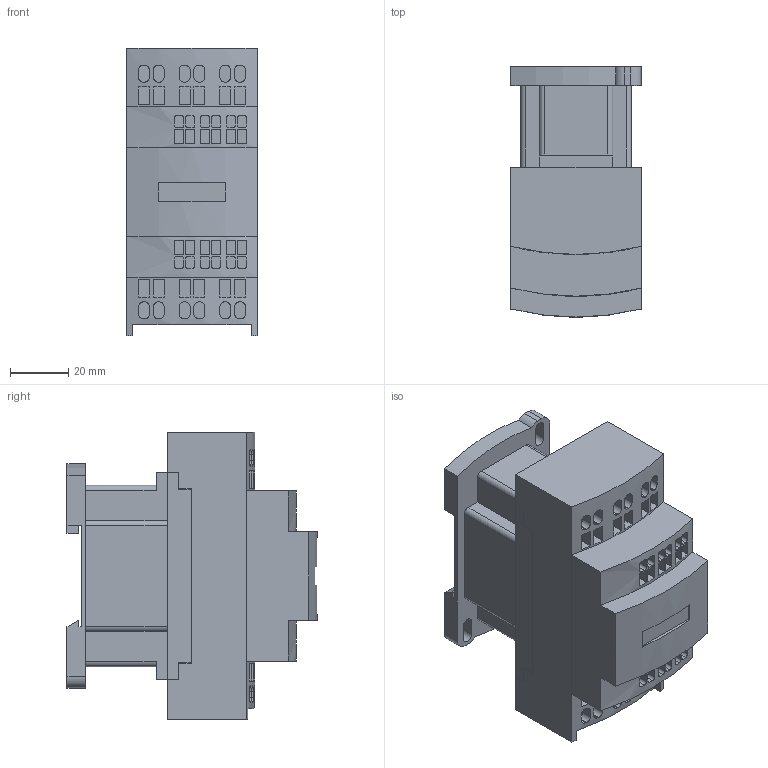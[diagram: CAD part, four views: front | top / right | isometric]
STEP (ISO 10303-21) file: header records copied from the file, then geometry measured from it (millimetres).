
FILE_DESCRIPTION(('starvars output'),'2;1');
FILE_NAME('LC1D123G7_3D.stp','09:19:54 2020/03/31',( 'Thomas Industrial Network Germany GmbH'),( 'Thomas Industrial Network Germany GmbH'),'unknown preprocess','ACIS' ,'unknown authorization');
FILE_SCHEMA(('AUTOMOTIVE_DESIGN_CC2 {UNKNOWN IMPLEMENTATION LEVEL}'));
Length unit declared in the file: millimetre
Products named in the file (3): PRODUCT_ID_91; PRODUCT_ID_92; PRODUCT_ID_93
Bounding box: 44.7 x 85.85 x 98.81 mm (x, y, z)
Volume: 239095.4 mm3; surface area: 47633.3 mm2
Topology: 3 solids, 3 shells, 447 faces, 1170 edges, 780 vertices
Faces by surface type: plane 327, cylinder 120
Entity records: 18001 total; most frequent: CARTESIAN_POINT 3216, ORIENTED_EDGE 2340, DIRECTION 2147, EDGE_CURVE 1170, VECTOR 805, LINE 805, VERTEX_POINT 780, AXIS2_PLACEMENT_3D 671
